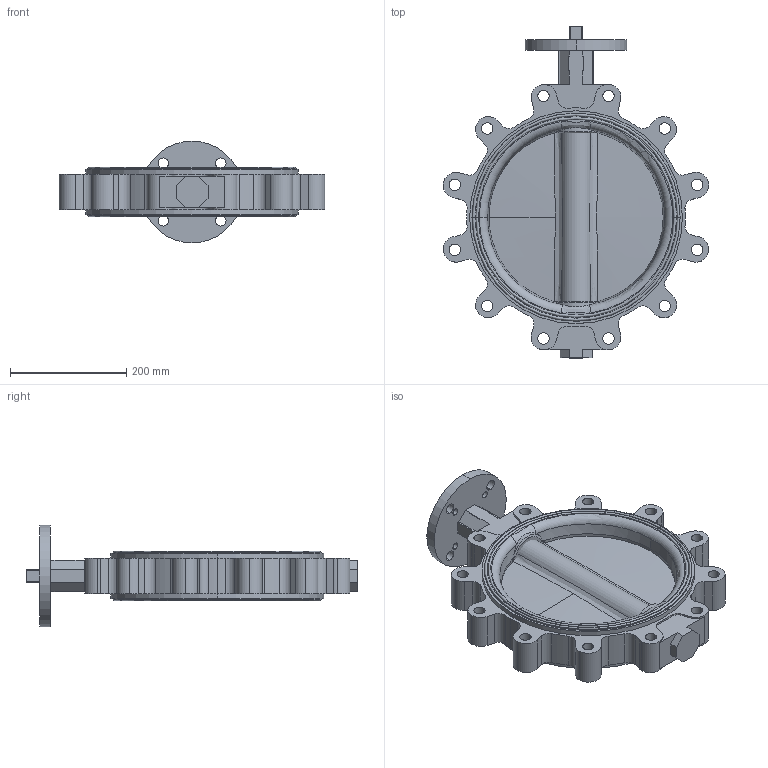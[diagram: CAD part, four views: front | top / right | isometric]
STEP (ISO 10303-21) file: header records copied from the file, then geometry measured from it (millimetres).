
FILE_DESCRIPTION (( 'STEP AP214' ), '1' );
FILE_NAME ('NS-1200-LUG.step', '2019-03-07T20:56:48', ( '' ), ( '' ), 'SwSTEP 2.0', 'SolidWorks 2019', '' );
FILE_SCHEMA (( 'AUTOMOTIVE_DESIGN' ));
Length unit declared in the file: inch
Products named in the file (1): NS-1200-LUG
Bounding box: 456.37 x 570.88 x 175 mm (x, y, z)
Surface area: 625328.4 mm2 (no closed solid volume)
Topology: 0 solids, 7 shells, 266 faces, 787 edges, 528 vertices
Faces by surface type: cylinder 145, plane 73, cone 18, bspline 16, torus 14
Entity records: 16694 total; most frequent: CARTESIAN_POINT 5954, DIRECTION 1555, ORIENTED_EDGE 1484, EDGE_CURVE 787, AXIS2_PLACEMENT_3D 609, VERTEX_POINT 528, CIRCLE 358, VECTOR 337
